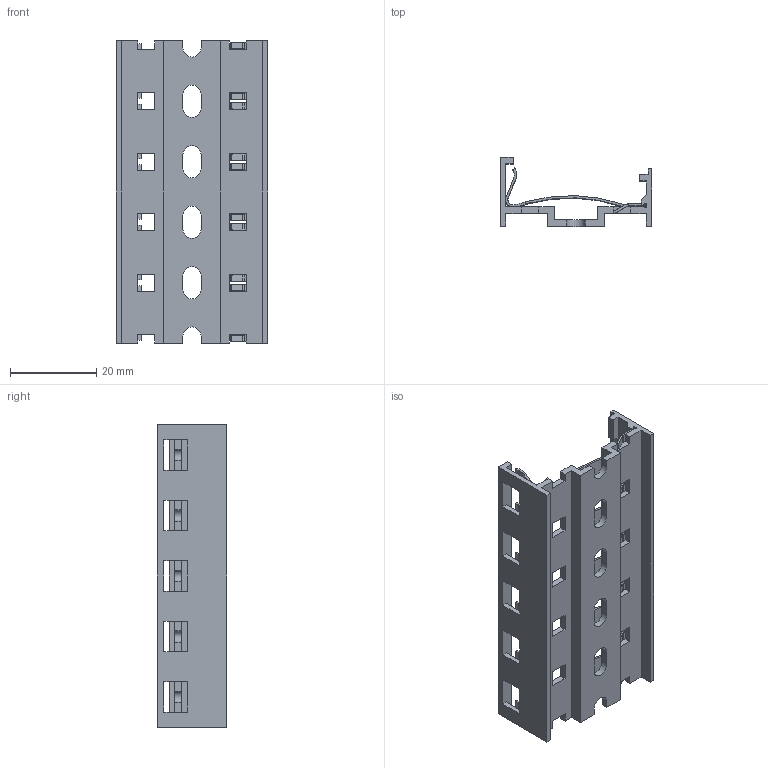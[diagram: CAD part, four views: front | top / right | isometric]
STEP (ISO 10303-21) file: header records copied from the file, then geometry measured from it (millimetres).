
FILE_DESCRIPTION((''),'2;1');
FILE_NAME('00175110500','2019-11-25T',('presta_be4'),(''),'CREO PARAMETRIC BY PTC INC, 2018360','CREO PARAMETRIC BY PTC INC, 2018360','');
FILE_SCHEMA(('CONFIG_CONTROL_DESIGN'));
Length unit declared in the file: millimetre
Products named in the file (1): 00175110500
Bounding box: 35 x 16 x 70 mm (x, y, z)
Volume: 7032.1 mm3; surface area: 13044.2 mm2
Topology: 1 solids, 1 shells, 622 faces, 1903 edges, 1257 vertices
Faces by surface type: plane 374, cylinder 248
Entity records: 24695 total; most frequent: CARTESIAN_POINT 7471, ORIENTED_EDGE 3806, DIRECTION 3404, EDGE_CURVE 1903, VECTOR 1278, LINE 1278, VERTEX_POINT 1257, AXIS2_PLACEMENT_3D 1063
